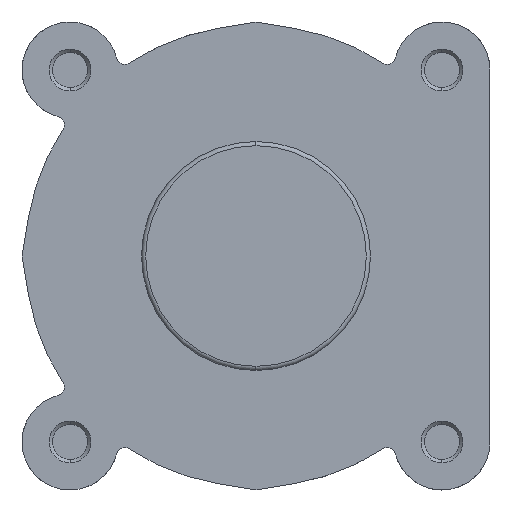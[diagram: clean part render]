
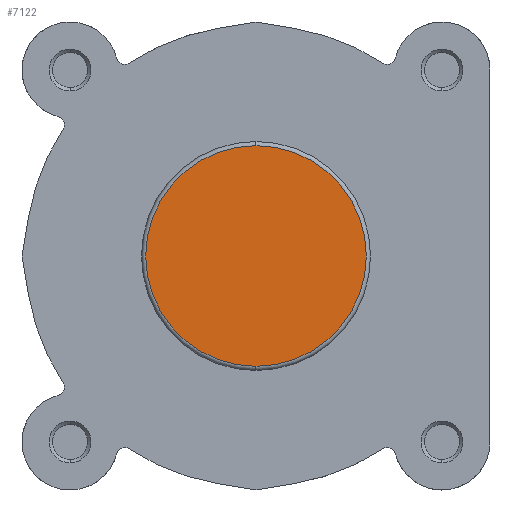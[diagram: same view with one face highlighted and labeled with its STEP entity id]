
A CAD part, left-side view. The second image highlights one B-rep face of the part: STEP entity #7122.
In plain terms, the highlighted planar face has unit normal (-1, 0, 0).
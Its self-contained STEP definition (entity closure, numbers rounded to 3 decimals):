
#361 = CIRCLE ( 'NONE', #1784, 26.4 ) ;
#948 = CIRCLE ( 'NONE', #1994, 26.4 ) ;
#1234 = EDGE_CURVE ( 'NONE', #4788, #4789, #361, .T. ) ;
#1647 = EDGE_CURVE ( 'NONE', #4789, #4788, #948, .T. ) ;
#1784 = AXIS2_PLACEMENT_3D ( 'NONE', #4580, #4579, #4578 ) ;
#1994 = AXIS2_PLACEMENT_3D ( 'NONE', #3279, #3281, #3282 ) ;
#2246 = AXIS2_PLACEMENT_3D ( 'NONE', #6085, #6094, #6095 ) ;
#3279 = CARTESIAN_POINT ( 'NONE',  ( 0., 0., 0. ) ) ;
#3281 = DIRECTION ( 'NONE',  ( -1., 0., 0. ) ) ;
#3282 = DIRECTION ( 'NONE',  ( 0., 0., -1. ) ) ;
#3629 = EDGE_LOOP ( 'NONE', ( #4340, #4341 ) ) ;
#4340 = ORIENTED_EDGE ( 'NONE', *, *, #1234, .T. ) ;
#4341 = ORIENTED_EDGE ( 'NONE', *, *, #1647, .T. ) ;
#4578 = DIRECTION ( 'NONE',  ( 0., 0., -1. ) ) ;
#4579 = DIRECTION ( 'NONE',  ( -1., 0., 0. ) ) ;
#4580 = CARTESIAN_POINT ( 'NONE',  ( 0., 0., 0. ) ) ;
#4788 = VERTEX_POINT ( 'NONE', #5259 ) ;
#4789 = VERTEX_POINT ( 'NONE', #5260 ) ;
#5259 = CARTESIAN_POINT ( 'NONE',  ( 0., 0., -26.4 ) ) ;
#5260 = CARTESIAN_POINT ( 'NONE',  ( 0., 0., 26.4 ) ) ;
#6084 = PLANE ( 'NONE',  #2246 ) ;
#6085 = CARTESIAN_POINT ( 'NONE',  ( 0., 27.4, 0. ) ) ;
#6094 = DIRECTION ( 'NONE',  ( 1., 0., 0. ) ) ;
#6095 = DIRECTION ( 'NONE',  ( 0., 0., -1. ) ) ;
#6642 = FACE_OUTER_BOUND ( 'NONE', #3629, .T. ) ;
#7122 = ADVANCED_FACE ( 'NONE', ( #6642 ), #6084, .F. ) ;
